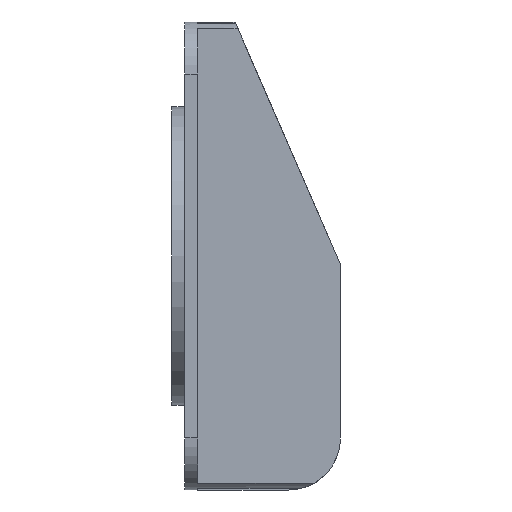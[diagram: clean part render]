
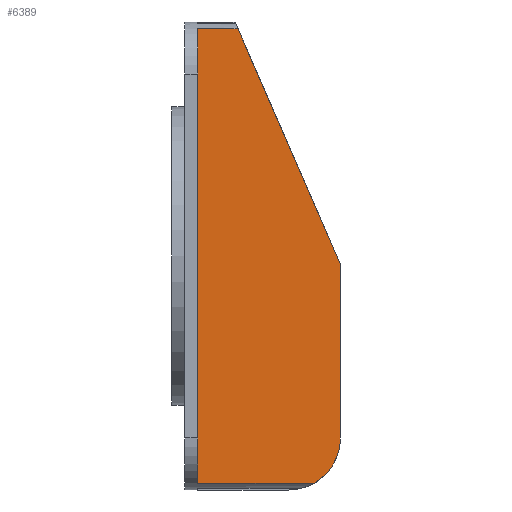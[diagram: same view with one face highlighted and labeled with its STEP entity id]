
A CAD part, left-side view. The second image highlights one B-rep face of the part: STEP entity #6389.
In plain terms, the highlighted planar face has unit normal (-1, 0, 0).
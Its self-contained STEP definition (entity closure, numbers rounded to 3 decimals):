
#271 = ORIENTED_EDGE ( 'NONE', *, *, #6951, .T. ) ;
#677 = LINE ( 'NONE', #7614, #4559 ) ;
#688 = VERTEX_POINT ( 'NONE', #5609 ) ;
#1119 = CARTESIAN_POINT ( 'NONE',  ( -85., 10., -87.321 ) ) ;
#1206 = EDGE_CURVE ( 'NONE', #4902, #4457, #7960, .T. ) ;
#1352 = DIRECTION ( 'NONE',  ( 0., 0., -1. ) ) ;
#1607 = ORIENTED_EDGE ( 'NONE', *, *, #6647, .F. ) ;
#2154 = AXIS2_PLACEMENT_3D ( 'NONE', #7211, #5296, #3937 ) ;
#2408 = CARTESIAN_POINT ( 'NONE',  ( -85., 65., 87.321 ) ) ;
#3160 = EDGE_CURVE ( 'NONE', #3636, #8001, #5665, .T. ) ;
#3245 = LINE ( 'NONE', #7374, #6050 ) ;
#3636 = VERTEX_POINT ( 'NONE', #7483 ) ;
#3804 = VECTOR ( 'NONE', #4064, 1000. ) ;
#3937 = DIRECTION ( 'NONE',  ( 0., 0., -1. ) ) ;
#3955 = CARTESIAN_POINT ( 'NONE',  ( -85., 20., -70. ) ) ;
#4022 = CARTESIAN_POINT ( 'NONE',  ( -85., -22.937, -56.128 ) ) ;
#4064 = DIRECTION ( 'NONE',  ( 0., 0.399, 0.917 ) ) ;
#4324 = VECTOR ( 'NONE', #7427, 1000. ) ;
#4457 = VERTEX_POINT ( 'NONE', #7976 ) ;
#4559 = VECTOR ( 'NONE', #4888, 1000. ) ;
#4632 = EDGE_LOOP ( 'NONE', ( #5144, #6629, #271, #1607, #5688, #4689 ) ) ;
#4689 = ORIENTED_EDGE ( 'NONE', *, *, #1206, .T. ) ;
#4888 = DIRECTION ( 'NONE',  ( 0., 0., 1. ) ) ;
#4902 = VERTEX_POINT ( 'NONE', #1119 ) ;
#5030 = EDGE_CURVE ( 'NONE', #4457, #3636, #3245, .T. ) ;
#5089 = CARTESIAN_POINT ( 'NONE',  ( -85., 39.407, 87.321 ) ) ;
#5144 = ORIENTED_EDGE ( 'NONE', *, *, #5030, .T. ) ;
#5214 = VECTOR ( 'NONE', #7152, 1000. ) ;
#5296 = DIRECTION ( 'NONE',  ( 1., 0., 0. ) ) ;
#5445 = LINE ( 'NONE', #2408, #5214 ) ;
#5609 = CARTESIAN_POINT ( 'NONE',  ( -85., 55., -87.321 ) ) ;
#5628 = LINE ( 'NONE', #7330, #4324 ) ;
#5665 = LINE ( 'NONE', #4022, #3804 ) ;
#5673 = EDGE_CURVE ( 'NONE', #688, #4902, #5628, .T. ) ;
#5688 = ORIENTED_EDGE ( 'NONE', *, *, #5673, .T. ) ;
#5778 = CARTESIAN_POINT ( 'NONE',  ( -85., 55., 87.321 ) ) ;
#6050 = VECTOR ( 'NONE', #6798, 1000. ) ;
#6389 = ADVANCED_FACE ( 'NONE', ( #7329 ), #6555, .F. ) ;
#6555 = PLANE ( 'NONE',  #2154 ) ;
#6629 = ORIENTED_EDGE ( 'NONE', *, *, #3160, .T. ) ;
#6647 = EDGE_CURVE ( 'NONE', #688, #7376, #677, .T. ) ;
#6798 = DIRECTION ( 'NONE',  ( 0., 0., 1. ) ) ;
#6951 = EDGE_CURVE ( 'NONE', #8001, #7376, #5445, .T. ) ;
#7152 = DIRECTION ( 'NONE',  ( 0., 1., 0. ) ) ;
#7211 = CARTESIAN_POINT ( 'NONE',  ( -85., 55., -90. ) ) ;
#7302 = AXIS2_PLACEMENT_3D ( 'NONE', #3955, #7412, #1352 ) ;
#7329 = FACE_OUTER_BOUND ( 'NONE', #4632, .T. ) ;
#7330 = CARTESIAN_POINT ( 'NONE',  ( -85., 65., -87.321 ) ) ;
#7374 = CARTESIAN_POINT ( 'NONE',  ( -85., 0., -90. ) ) ;
#7376 = VERTEX_POINT ( 'NONE', #5778 ) ;
#7412 = DIRECTION ( 'NONE',  ( -1., 0., 0. ) ) ;
#7427 = DIRECTION ( 'NONE',  ( 0., -1., 0. ) ) ;
#7483 = CARTESIAN_POINT ( 'NONE',  ( -85., 0., -3.352 ) ) ;
#7614 = CARTESIAN_POINT ( 'NONE',  ( -85., 55., -90. ) ) ;
#7960 = CIRCLE ( 'NONE', #7302, 20. ) ;
#7976 = CARTESIAN_POINT ( 'NONE',  ( -85., 0., -70. ) ) ;
#8001 = VERTEX_POINT ( 'NONE', #5089 ) ;
